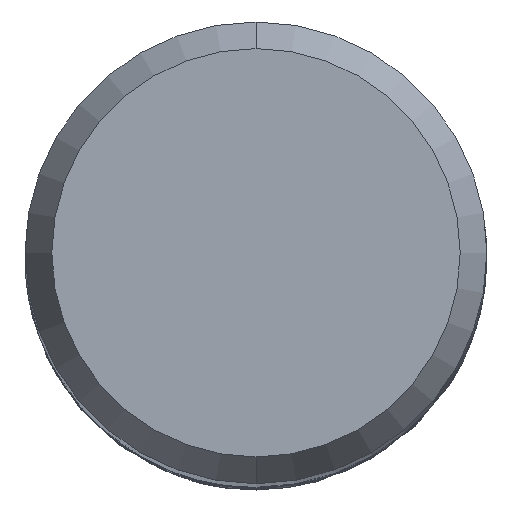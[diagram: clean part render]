
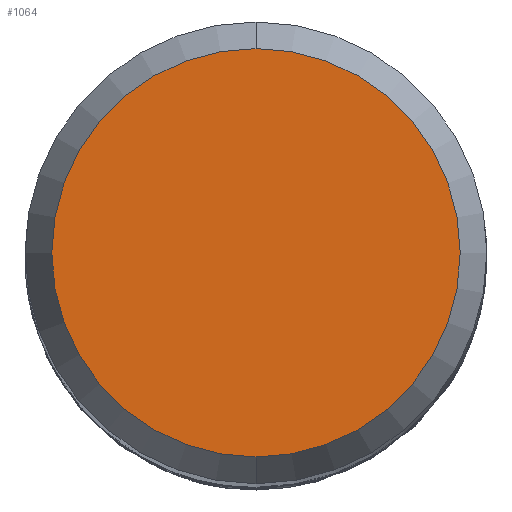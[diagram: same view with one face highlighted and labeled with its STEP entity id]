
A CAD part, top view. The second image highlights one B-rep face of the part: STEP entity #1064.
In plain terms, the highlighted planar face has unit normal (0, 0, 1).
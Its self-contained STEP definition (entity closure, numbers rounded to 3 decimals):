
#712=VERTEX_POINT('',#1816);
#1042=EDGE_CURVE('',#1144,#712,#2173,.T.);
#1064=ADVANCED_FACE('',(#2196),#2197,.T.);
#1092=EDGE_CURVE('',#712,#1144,#2227,.T.);
#1144=VERTEX_POINT('',#2285);
#1816=CARTESIAN_POINT('',(0.0,4.423,0.0));
#2173=CIRCLE('',#7717,4.423);
#2196=FACE_OUTER_BOUND('',#8175,.T.);
#2197=PLANE('',#8176);
#2227=CIRCLE('',#8276,4.423);
#2285=CARTESIAN_POINT('',(0.,-4.423,0.0));
#7717=AXIS2_PLACEMENT_3D('',#15166,#15167,#15168);
#8175=EDGE_LOOP('',(#15180,#15181));
#8176=AXIS2_PLACEMENT_3D('',#15182,#15183,#15184);
#8276=AXIS2_PLACEMENT_3D('',#15207,#15208,#15209);
#15166=CARTESIAN_POINT('',(0.0,0.0,0.0));
#15167=DIRECTION('',(0.0,0.0,-1.0));
#15168=DIRECTION('',(0.0,1.0,0.0));
#15180=ORIENTED_EDGE('',*,*,#1092,.F.);
#15181=ORIENTED_EDGE('',*,*,#1042,.F.);
#15182=CARTESIAN_POINT('',(0.0,2.211,0.0));
#15183=DIRECTION('',(-0.0,0.0,1.0));
#15184=DIRECTION('',(0.0,-1.0,0.0));
#15207=CARTESIAN_POINT('',(0.0,0.0,0.0));
#15208=DIRECTION('',(0.0,0.0,-1.0));
#15209=DIRECTION('',(0.0,1.0,0.0));
